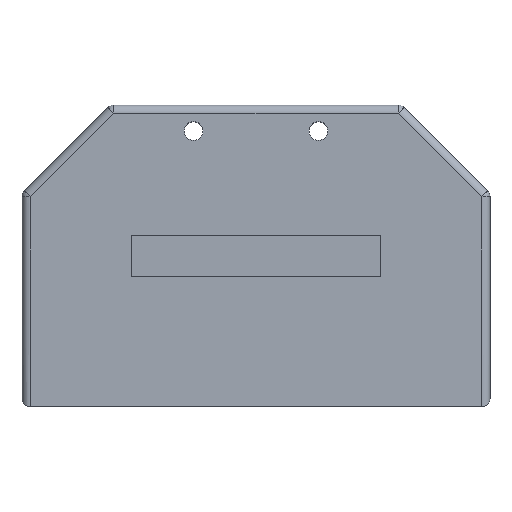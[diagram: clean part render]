
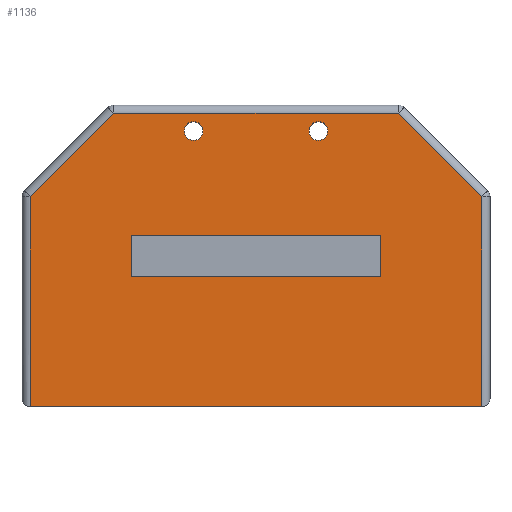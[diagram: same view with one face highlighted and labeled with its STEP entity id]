
A CAD part, top view. The second image highlights one B-rep face of the part: STEP entity #1136.
In plain terms, the highlighted planar face has unit normal (0, 0, 1).
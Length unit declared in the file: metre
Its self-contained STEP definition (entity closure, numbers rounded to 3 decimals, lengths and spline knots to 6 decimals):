
#62=CIRCLE('',#1224,0.00045);
#63=CIRCLE('',#1225,0.00045);
#110=ORIENTED_EDGE('',*,*,#442,.T.);
#111=ORIENTED_EDGE('',*,*,#443,.T.);
#112=ORIENTED_EDGE('',*,*,#444,.T.);
#113=ORIENTED_EDGE('',*,*,#445,.T.);
#114=ORIENTED_EDGE('',*,*,#446,.T.);
#115=ORIENTED_EDGE('',*,*,#447,.T.);
#116=ORIENTED_EDGE('',*,*,#448,.F.);
#117=ORIENTED_EDGE('',*,*,#449,.F.);
#118=ORIENTED_EDGE('',*,*,#450,.F.);
#119=ORIENTED_EDGE('',*,*,#451,.T.);
#120=ORIENTED_EDGE('',*,*,#452,.T.);
#121=ORIENTED_EDGE('',*,*,#453,.F.);
#442=EDGE_CURVE('',#608,#609,#708,.T.);
#443=EDGE_CURVE('',#609,#610,#709,.F.);
#444=EDGE_CURVE('',#610,#611,#710,.F.);
#445=EDGE_CURVE('',#611,#612,#711,.F.);
#446=EDGE_CURVE('',#612,#613,#712,.F.);
#447=EDGE_CURVE('',#613,#608,#713,.T.);
#448=EDGE_CURVE('',#614,#614,#62,.T.);
#449=EDGE_CURVE('',#615,#615,#63,.T.);
#450=EDGE_CURVE('',#616,#617,#714,.T.);
#451=EDGE_CURVE('',#616,#618,#715,.T.);
#452=EDGE_CURVE('',#618,#619,#716,.T.);
#453=EDGE_CURVE('',#617,#619,#717,.T.);
#608=VERTEX_POINT('',#1728);
#609=VERTEX_POINT('',#1729);
#610=VERTEX_POINT('',#1731);
#611=VERTEX_POINT('',#1733);
#612=VERTEX_POINT('',#1735);
#613=VERTEX_POINT('',#1737);
#614=VERTEX_POINT('',#1740);
#615=VERTEX_POINT('',#1742);
#616=VERTEX_POINT('',#1744);
#617=VERTEX_POINT('',#1745);
#618=VERTEX_POINT('',#1747);
#619=VERTEX_POINT('',#1749);
#708=LINE('',#1727,#818);
#709=LINE('',#1730,#819);
#710=LINE('',#1732,#820);
#711=LINE('',#1734,#821);
#712=LINE('',#1736,#822);
#713=LINE('',#1738,#823);
#714=LINE('',#1743,#824);
#715=LINE('',#1746,#825);
#716=LINE('',#1748,#826);
#717=LINE('',#1750,#827);
#818=VECTOR('',#1357,1.);
#819=VECTOR('',#1358,1.);
#820=VECTOR('',#1359,1.);
#821=VECTOR('',#1360,1.);
#822=VECTOR('',#1361,1.);
#823=VECTOR('',#1362,1.);
#824=VECTOR('',#1367,1.);
#825=VECTOR('',#1368,1.);
#826=VECTOR('',#1369,1.);
#827=VECTOR('',#1370,1.);
#928=EDGE_LOOP('',(#110,#111,#112,#113,#114,#115));
#929=EDGE_LOOP('',(#116));
#930=EDGE_LOOP('',(#117));
#931=EDGE_LOOP('',(#118,#119,#120,#121));
#1016=FACE_BOUND('',#928,.T.);
#1017=FACE_BOUND('',#929,.T.);
#1018=FACE_BOUND('',#930,.T.);
#1019=FACE_BOUND('',#931,.T.);
#1104=PLANE('',#1223);
#1136=ADVANCED_FACE('',(#1016,#1017,#1018,#1019),#1104,.T.);
#1223=AXIS2_PLACEMENT_3D('',#1726,#1355,#1356);
#1224=AXIS2_PLACEMENT_3D('',#1739,#1363,#1364);
#1225=AXIS2_PLACEMENT_3D('',#1741,#1365,#1366);
#1355=DIRECTION('',(0.,0.,1.));
#1356=DIRECTION('',(1.,0.,0.));
#1357=DIRECTION('',(1.,0.,0.));
#1358=DIRECTION('',(0.,-1.,0.));
#1359=DIRECTION('',(0.707,-0.707,0.));
#1360=DIRECTION('',(1.,0.,0.));
#1361=DIRECTION('',(0.707,0.707,0.));
#1362=DIRECTION('',(0.,-1.,0.));
#1363=DIRECTION('',(0.,0.,1.));
#1364=DIRECTION('',(1.,0.,0.));
#1365=DIRECTION('',(0.,0.,1.));
#1366=DIRECTION('',(1.,0.,0.));
#1367=DIRECTION('',(0.,-1.,0.));
#1368=DIRECTION('',(1.,0.,0.));
#1369=DIRECTION('',(0.,-1.,0.));
#1370=DIRECTION('',(1.,0.,0.));
#1726=CARTESIAN_POINT('',(-0.021327,-0.016521,0.0062));
#1727=CARTESIAN_POINT('',(-0.021327,-0.023771,0.0062));
#1728=CARTESIAN_POINT('',(-0.032177,-0.023771,0.0062));
#1729=CARTESIAN_POINT('',(-0.010477,-0.023771,0.0062));
#1730=CARTESIAN_POINT('',(-0.010477,-0.016521,0.0062));
#1731=CARTESIAN_POINT('',(-0.010477,-0.013679,0.0062));
#1732=CARTESIAN_POINT('',(-0.014481,-0.009675,0.0062));
#1733=CARTESIAN_POINT('',(-0.014485,-0.009671,0.0062));
#1734=CARTESIAN_POINT('',(-0.021327,-0.009671,0.0062));
#1735=CARTESIAN_POINT('',(-0.028169,-0.009671,0.0062));
#1736=CARTESIAN_POINT('',(-0.028173,-0.009675,0.0062));
#1737=CARTESIAN_POINT('',(-0.032177,-0.013679,0.0062));
#1738=CARTESIAN_POINT('',(-0.032177,-0.023771,0.0062));
#1739=CARTESIAN_POINT('',(-0.018327,-0.010521,0.0062));
#1740=CARTESIAN_POINT('',(-0.017877,-0.010521,0.0062));
#1741=CARTESIAN_POINT('',(-0.024327,-0.010521,0.0062));
#1742=CARTESIAN_POINT('',(-0.023877,-0.010521,0.0062));
#1743=CARTESIAN_POINT('',(-0.027327,-0.016521,0.0062));
#1744=CARTESIAN_POINT('',(-0.027327,-0.015521,0.0062));
#1745=CARTESIAN_POINT('',(-0.027327,-0.017521,0.0062));
#1746=CARTESIAN_POINT('',(-0.017827,-0.015521,0.0062));
#1747=CARTESIAN_POINT('',(-0.015327,-0.015521,0.0062));
#1748=CARTESIAN_POINT('',(-0.015327,-0.016521,0.0062));
#1749=CARTESIAN_POINT('',(-0.015327,-0.017521,0.0062));
#1750=CARTESIAN_POINT('',(-0.017827,-0.017521,0.0062));
